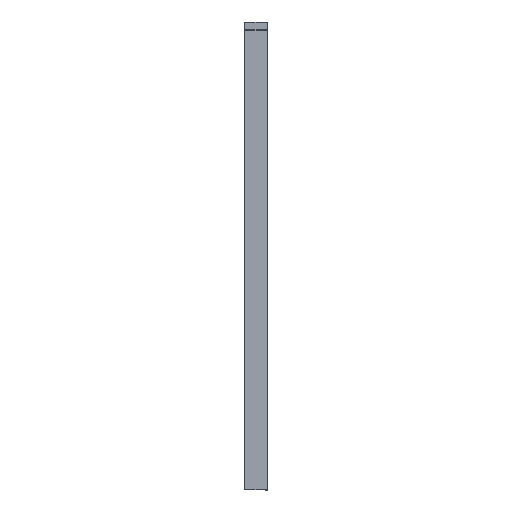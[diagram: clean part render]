
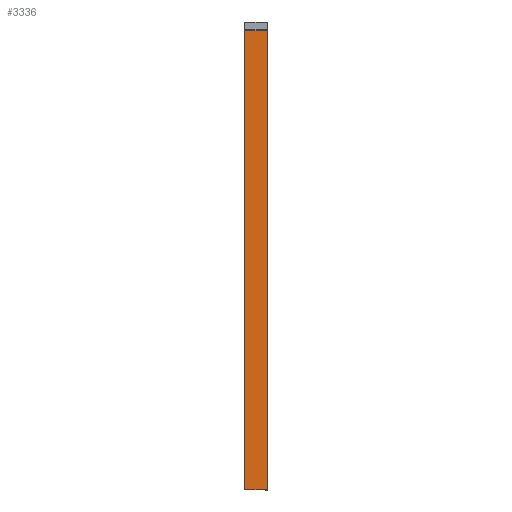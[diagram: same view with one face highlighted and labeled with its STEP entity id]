
A CAD part, front view. The second image highlights one B-rep face of the part: STEP entity #3336.
In plain terms, the highlighted planar face has unit normal (0, -1, 0).
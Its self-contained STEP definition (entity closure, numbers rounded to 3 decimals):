
#514=DIRECTION('',(0.,0.,1.));
#515=VECTOR('',#514,2995.555);
#516=CARTESIAN_POINT('',(-73.,0.,0.));
#517=LINE('',#516,#515);
#737=CARTESIAN_POINT('',(73.,0.,2995.555));
#755=DIRECTION('',(0.,0.,-1.));
#756=VECTOR('',#755,2995.555);
#757=CARTESIAN_POINT('',(73.,0.,2995.555));
#758=LINE('',#757,#756);
#781=DIRECTION('',(-1.,0.,0.));
#782=VECTOR('',#781,146.);
#783=CARTESIAN_POINT('',(73.,0.,0.));
#784=LINE('',#783,#782);
#965=DIRECTION('',(1.,0.,0.));
#966=VECTOR('',#965,146.);
#967=CARTESIAN_POINT('',(-73.,0.,2995.555));
#968=LINE('',#967,#966);
#1180=VERTEX_POINT('',#737);
#1192=CARTESIAN_POINT('',(-73.,0.,0.));
#1193=CARTESIAN_POINT('',(-73.,0.,
2995.555));
#1194=VERTEX_POINT('',#1192);
#1195=VERTEX_POINT('',#1193);
#1267=CARTESIAN_POINT('',(73.,0.,0.));
#1269=VERTEX_POINT('',#1267);
#3324=CARTESIAN_POINT('',(0.,0.,3050.));
#3325=DIRECTION('',(0.,1.,0.));
#3326=DIRECTION('',(-1.,0.,0.));
#3327=AXIS2_PLACEMENT_3D('',#3324,#3325,#3326);
#3328=PLANE('',#3327);
#3329=ORIENTED_EDGE('',*,*,#2969,.T.);
#3330=ORIENTED_EDGE('',*,*,#2999,.T.);
#3331=ORIENTED_EDGE('',*,*,#2240,.T.);
#3333=ORIENTED_EDGE('',*,*,#3332,.T.);
#3334=EDGE_LOOP('',(#3329,#3330,#3331,#3333));
#3335=FACE_OUTER_BOUND('',#3334,.F.);
#3336=ADVANCED_FACE('',(#3335),#3328,.F.);
#2240=EDGE_CURVE('',#1194,#1195,#517,.T.);
#2969=EDGE_CURVE('',#1180,#1269,#758,.T.);
#2999=EDGE_CURVE('',#1269,#1194,#784,.T.);
#3332=EDGE_CURVE('',#1195,#1180,#968,.T.);
